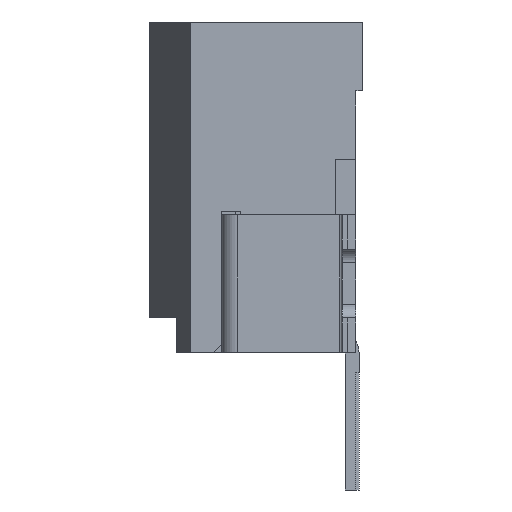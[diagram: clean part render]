
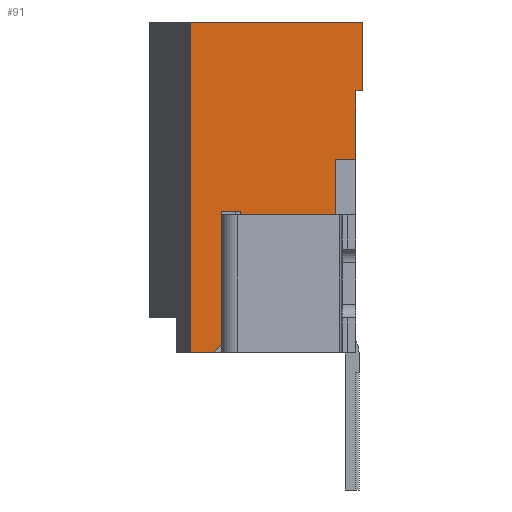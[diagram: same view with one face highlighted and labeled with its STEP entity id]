
A CAD part, left-side view. The second image highlights one B-rep face of the part: STEP entity #91.
In plain terms, the highlighted planar face has unit normal (-1, 0, 0).
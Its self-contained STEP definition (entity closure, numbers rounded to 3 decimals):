
#91=ADVANCED_FACE('',(#979),#980,.F.);
#979=FACE_OUTER_BOUND('',#2650,.T.);
#980=PLANE('',#2651);
#2650=EDGE_LOOP('',(#4441,#4442,#4443,#4444,#4445,#4446,#4447,#4448,#4449,#4450,#4451,#4452,#4453,#4454));
#2651=AXIS2_PLACEMENT_3D('',#4455,#4456,#4457);
#4441=ORIENTED_EDGE('',*,*,#11922,.F.);
#4442=ORIENTED_EDGE('',*,*,#11923,.F.);
#4443=ORIENTED_EDGE('',*,*,#11924,.F.);
#4444=ORIENTED_EDGE('',*,*,#11925,.T.);
#4445=ORIENTED_EDGE('',*,*,#11926,.F.);
#4446=ORIENTED_EDGE('',*,*,#11927,.F.);
#4447=ORIENTED_EDGE('',*,*,#11928,.F.);
#4448=ORIENTED_EDGE('',*,*,#11929,.F.);
#4449=ORIENTED_EDGE('',*,*,#11930,.F.);
#4450=ORIENTED_EDGE('',*,*,#11931,.T.);
#4451=ORIENTED_EDGE('',*,*,#11932,.F.);
#4452=ORIENTED_EDGE('',*,*,#11933,.T.);
#4453=ORIENTED_EDGE('',*,*,#11934,.T.);
#4454=ORIENTED_EDGE('',*,*,#11935,.T.);
#4455=CARTESIAN_POINT('',(-7.9,0.0,0.0));
#4456=DIRECTION('',(1.0,0.0,0.0));
#4457=DIRECTION('',(0.0,1.0,0.0));
#11922=EDGE_CURVE('',#14584,#14585,#14586,.T.);
#11923=EDGE_CURVE('',#14587,#14584,#14588,.T.);
#11924=EDGE_CURVE('',#14589,#14587,#14590,.T.);
#11925=EDGE_CURVE('',#14589,#14591,#14592,.T.);
#11926=EDGE_CURVE('',#14593,#14591,#14594,.T.);
#11927=EDGE_CURVE('',#14595,#14593,#14596,.T.);
#11928=EDGE_CURVE('',#14597,#14595,#14598,.T.);
#11929=EDGE_CURVE('',#14599,#14597,#14600,.T.);
#11930=EDGE_CURVE('',#14601,#14599,#14602,.T.);
#11931=EDGE_CURVE('',#14601,#14603,#14604,.T.);
#11932=EDGE_CURVE('',#14605,#14603,#14606,.T.);
#11933=EDGE_CURVE('',#14605,#14607,#14608,.T.);
#11934=EDGE_CURVE('',#14607,#14609,#14610,.T.);
#11935=EDGE_CURVE('',#14609,#14585,#14611,.T.);
#14584=VERTEX_POINT('',#18798);
#14585=VERTEX_POINT('',#18799);
#14586=LINE('',#18800,#18801);
#14587=VERTEX_POINT('',#18802);
#14588=LINE('',#18803,#18804);
#14589=VERTEX_POINT('',#18805);
#14590=LINE('',#18806,#18807);
#14591=VERTEX_POINT('',#18808);
#14592=LINE('',#18809,#18810);
#14593=VERTEX_POINT('',#18811);
#14594=LINE('',#18812,#18813);
#14595=VERTEX_POINT('',#18814);
#14596=LINE('',#18815,#18816);
#14597=VERTEX_POINT('',#18817);
#14598=LINE('',#18818,#18819);
#14599=VERTEX_POINT('',#18820);
#14600=LINE('',#18821,#18822);
#14601=VERTEX_POINT('',#18823);
#14602=LINE('',#18824,#18825);
#14603=VERTEX_POINT('',#18826);
#14604=LINE('',#18827,#18828);
#14605=VERTEX_POINT('',#18829);
#14606=LINE('',#18830,#18831);
#14607=VERTEX_POINT('',#18832);
#14608=LINE('',#18833,#18834);
#14609=VERTEX_POINT('',#18835);
#14610=LINE('',#18836,#18837);
#14611=LINE('',#18838,#18839);
#18798=CARTESIAN_POINT('',(-7.9,1.77,2.05));
#18799=CARTESIAN_POINT('',(-7.9,2.05,2.05));
#18800=CARTESIAN_POINT('',(-7.9,1.77,2.05));
#18801=VECTOR('',#25198,0.28);
#18802=CARTESIAN_POINT('',(-7.9,1.77,0.0));
#18803=CARTESIAN_POINT('',(-7.9,1.77,0.0));
#18804=VECTOR('',#25199,2.05);
#18805=CARTESIAN_POINT('',(-7.9,0.4,0.0));
#18806=CARTESIAN_POINT('',(-7.9,0.4,0.0));
#18807=VECTOR('',#25200,1.37);
#18808=CARTESIAN_POINT('',(-7.9,0.4,2.8));
#18809=CARTESIAN_POINT('',(-7.9,0.4,0.0));
#18810=VECTOR('',#25201,2.8);
#18811=CARTESIAN_POINT('',(-7.9,0.1,2.8));
#18812=CARTESIAN_POINT('',(-7.9,0.1,2.8));
#18813=VECTOR('',#25202,0.3);
#18814=CARTESIAN_POINT('',(-7.9,0.1,3.8));
#18815=CARTESIAN_POINT('',(-7.9,0.1,3.8));
#18816=VECTOR('',#25203,1.0);
#18817=CARTESIAN_POINT('',(-7.9,0.0,3.8));
#18818=CARTESIAN_POINT('',(-7.9,0.0,3.8));
#18819=VECTOR('',#25204,0.1);
#18820=CARTESIAN_POINT('',(-7.9,0.0,4.8));
#18821=CARTESIAN_POINT('',(-7.9,0.0,4.8));
#18822=VECTOR('',#25205,1.0);
#18823=CARTESIAN_POINT('',(-7.9,2.5,4.8));
#18824=CARTESIAN_POINT('',(-7.9,2.5,4.8));
#18825=VECTOR('',#25206,2.5);
#18826=CARTESIAN_POINT('',(-7.9,2.5,0.0));
#18827=CARTESIAN_POINT('',(-7.9,2.5,4.8));
#18828=VECTOR('',#25207,4.8);
#18829=CARTESIAN_POINT('',(-7.9,2.17,0.0));
#18830=CARTESIAN_POINT('',(-7.9,2.17,0.0));
#18831=VECTOR('',#25208,0.33);
#18832=CARTESIAN_POINT('',(-7.9,2.05,0.12));
#18833=CARTESIAN_POINT('',(-7.9,2.17,0.0));
#18834=VECTOR('',#25209,0.17);
#18835=CARTESIAN_POINT('',(-7.9,2.05,2.0));
#18836=CARTESIAN_POINT('',(-7.9,2.05,0.12));
#18837=VECTOR('',#25210,1.88);
#18838=CARTESIAN_POINT('',(-7.9,2.05,2.0));
#18839=VECTOR('',#25211,0.05);
#25198=DIRECTION('',(0.0,1.0,0.0));
#25199=DIRECTION('',(0.0,0.0,1.0));
#25200=DIRECTION('',(0.0,1.0,0.0));
#25201=DIRECTION('',(0.0,0.0,1.0));
#25202=DIRECTION('',(0.0,1.0,0.0));
#25203=DIRECTION('',(0.0,0.0,-1.0));
#25204=DIRECTION('',(0.0,1.0,0.0));
#25205=DIRECTION('',(0.0,0.0,-1.0));
#25206=DIRECTION('',(0.0,-1.0,0.0));
#25207=DIRECTION('',(0.0,0.0,-1.0));
#25208=DIRECTION('',(0.0,1.0,0.0));
#25209=DIRECTION('',(0.0,-0.707,0.707));
#25210=DIRECTION('',(0.0,0.0,1.0));
#25211=DIRECTION('',(0.0,0.0,1.0));
